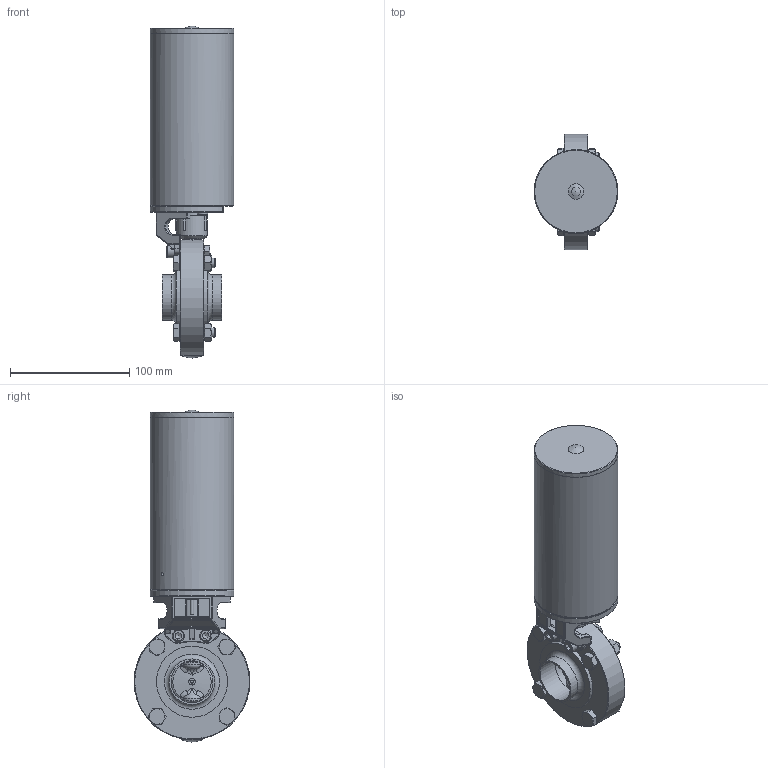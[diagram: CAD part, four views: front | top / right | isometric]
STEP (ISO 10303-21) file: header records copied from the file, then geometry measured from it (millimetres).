
FILE_DESCRIPTION(/* description */ (''),/* implementation_level */ '2;1');
FILE_NAME(/* name */ '52204112XX40.stp',/* time_stamp */ '2021-08-02T15:06:45+02:00',/* author */ ('csiebelds'),/* organization */ (''),/* preprocessor_version */ 'ST-DEVELOPER v18',/* originating_system */ 'Autodesk Inventor 2020',/* authorisation */ '');
FILE_SCHEMA (('CONFIG_CONTROL_DESIGN'));
Length unit declared in the file: millimetre
Products named in the file (1): 107588
Bounding box: 70.2 x 97 x 278 mm (x, y, z)
Volume: 362394.1 mm3; surface area: 144511.6 mm2
Topology: 2 solids, 2 shells, 713 faces, 1849 edges, 1173 vertices
Faces by surface type: plane 273, cylinder 213, cone 89, bspline 59, torus 49, sphere 30
Full cylindrical faces by diameter (mm): 2.5 x1, 4.134 x1, 6 x1, 7 x1, 7.323 x4, 8 x8, 8.5 x8, 9 x1, 10 x4, 10.2 x1, 10.8 x1, 11.4 x4, 12 x2, 12.8 x1, 14.2 x2, 18.5 x1, 19 x3, 19.5 x1, 20 x3, 22 x1, 23 x1, 26 x2, 26.3 x1, 26.6 x1, 35.1 x4, 38.1 x2, 42.5 x2, 59.5 x2, 65 x1, 65.9 x2
Entity records: 24498 total; most frequent: CARTESIAN_POINT 6690, ORIENTED_EDGE 3644, DIRECTION 3573, EDGE_CURVE 1822, AXIS2_PLACEMENT_3D 1439, VERTEX_POINT 1177, EDGE_LOOP 790, CIRCLE 720
